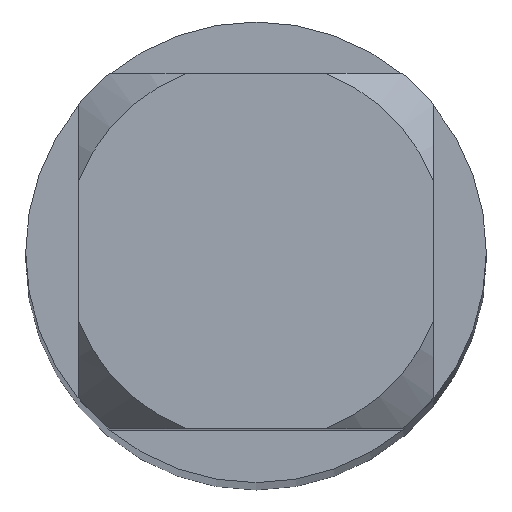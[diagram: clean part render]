
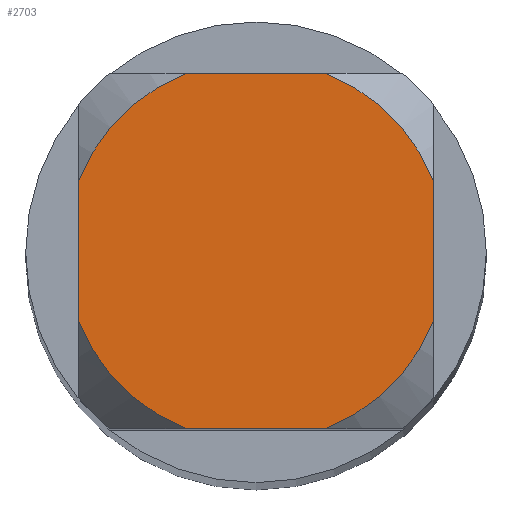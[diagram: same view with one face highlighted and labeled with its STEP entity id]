
A CAD part, top view. The second image highlights one B-rep face of the part: STEP entity #2703.
In plain terms, the highlighted planar face has unit normal (0, 0, 1).
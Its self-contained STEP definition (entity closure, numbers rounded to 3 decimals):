
#2703=ADVANCED_FACE('',(#7965),#7966,.T.);
#2849=EDGE_CURVE('',#5661,#5969,#8126,.T.);
#3009=EDGE_CURVE('',#5685,#6871,#8306,.T.);
#3963=EDGE_CURVE('',#7225,#4123,#9345,.T.);
#4123=VERTEX_POINT('',#9516);
#4339=EDGE_CURVE('',#5661,#6871,#9754,.T.);
#5259=EDGE_CURVE('',#7009,#7171,#10747,.T.);
#5661=VERTEX_POINT('',#11179);
#5685=VERTEX_POINT('',#11205);
#5969=VERTEX_POINT('',#11516);
#6339=EDGE_CURVE('',#7009,#5969,#11920,.T.);
#6871=VERTEX_POINT('',#12502);
#7009=VERTEX_POINT('',#12658);
#7171=VERTEX_POINT('',#12830);
#7225=VERTEX_POINT('',#12888);
#7729=EDGE_CURVE('',#7225,#7171,#13431,.T.);
#7797=EDGE_CURVE('',#5685,#4123,#13507,.T.);
#7965=FACE_OUTER_BOUND('',#14348,.T.);
#7966=PLANE('',#14349);
#8126=LINE('',#15507,#15508);
#8306=LINE('',#16872,#16873);
#9345=LINE('',#24026,#24027);
#9516=CARTESIAN_POINT('',(-0.529,1.35,0.0));
#9754=CIRCLE('',#26665,1.45);
#10747=LINE('',#33979,#33980);
#11179=CARTESIAN_POINT('',(-0.529,-1.35,0.0));
#11205=CARTESIAN_POINT('',(-1.35,0.529,0.0));
#11516=CARTESIAN_POINT('',(0.529,-1.35,0.0));
#11920=CIRCLE('',#42021,1.45);
#12502=CARTESIAN_POINT('',(-1.35,-0.529,0.0));
#12658=CARTESIAN_POINT('',(1.35,-0.529,0.0));
#12830=CARTESIAN_POINT('',(1.35,0.529,0.0));
#12888=CARTESIAN_POINT('',(0.529,1.35,0.0));
#13431=CIRCLE('',#52975,1.45);
#13507=CIRCLE('',#54229,1.45);
#14348=EDGE_LOOP('',(#54839,#54840,#54841,#54842,#54843,#54844,#54845,#54846));
#14349=AXIS2_PLACEMENT_3D('',#54847,#54848,#54849);
#15507=CARTESIAN_POINT('',(0.0,-1.35,0.0));
#15508=VECTOR('',#55003,1.0);
#16872=CARTESIAN_POINT('',(-1.35,0.363,0.0));
#16873=VECTOR('',#55219,1.0);
#24026=CARTESIAN_POINT('',(0.0,1.35,0.0));
#24027=VECTOR('',#56267,1.0);
#26665=AXIS2_PLACEMENT_3D('',#56644,#56645,#56646);
#33979=CARTESIAN_POINT('',(1.35,0.363,0.0));
#33980=VECTOR('',#57758,1.0);
#42021=AXIS2_PLACEMENT_3D('',#58804,#58805,#58806);
#52975=AXIS2_PLACEMENT_3D('',#60145,#60146,#60147);
#54229=AXIS2_PLACEMENT_3D('',#60228,#60229,#60230);
#54839=ORIENTED_EDGE('',*,*,#3009,.T.);
#54840=ORIENTED_EDGE('',*,*,#4339,.F.);
#54841=ORIENTED_EDGE('',*,*,#2849,.T.);
#54842=ORIENTED_EDGE('',*,*,#6339,.F.);
#54843=ORIENTED_EDGE('',*,*,#5259,.T.);
#54844=ORIENTED_EDGE('',*,*,#7729,.F.);
#54845=ORIENTED_EDGE('',*,*,#3963,.T.);
#54846=ORIENTED_EDGE('',*,*,#7797,.F.);
#54847=CARTESIAN_POINT('',(0.0,0.725,0.0));
#54848=DIRECTION('',(-0.0,0.0,1.0));
#54849=DIRECTION('',(0.0,-1.0,0.0));
#55003=DIRECTION('',(1.0,0.0,0.0));
#55219=DIRECTION('',(-0.0,-1.0,0.0));
#56267=DIRECTION('',(-1.0,0.0,0.0));
#56644=CARTESIAN_POINT('',(0.0,0.0,0.0));
#56645=DIRECTION('',(0.0,0.0,-1.0));
#56646=DIRECTION('',(0.0,1.0,0.0));
#57758=DIRECTION('',(-0.0,1.0,0.0));
#58804=CARTESIAN_POINT('',(0.0,0.0,0.0));
#58805=DIRECTION('',(0.0,0.0,-1.0));
#58806=DIRECTION('',(0.0,1.0,0.0));
#60145=CARTESIAN_POINT('',(0.0,0.0,0.0));
#60146=DIRECTION('',(0.0,0.0,-1.0));
#60147=DIRECTION('',(0.0,1.0,0.0));
#60228=CARTESIAN_POINT('',(0.0,0.0,0.0));
#60229=DIRECTION('',(0.0,0.0,-1.0));
#60230=DIRECTION('',(0.0,1.0,0.0));
